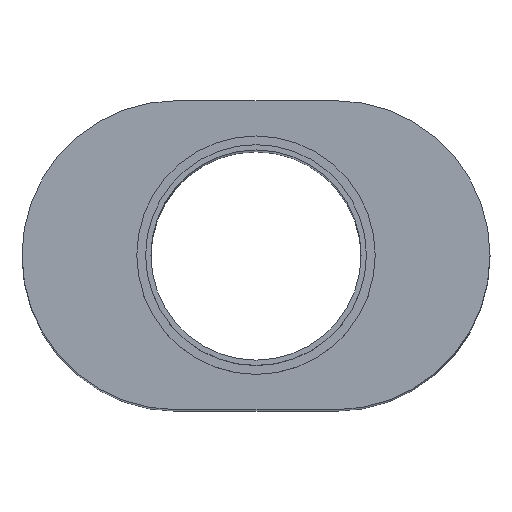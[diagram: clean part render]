
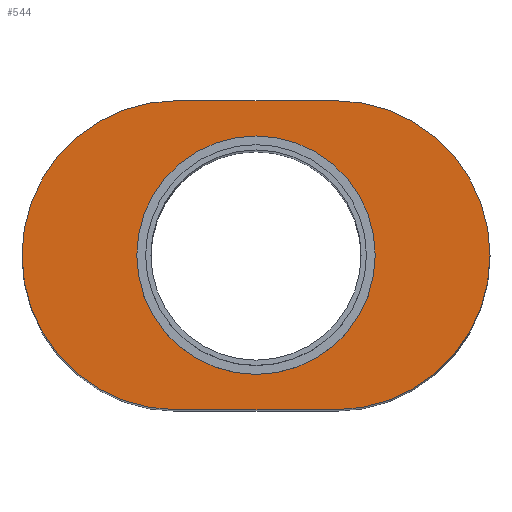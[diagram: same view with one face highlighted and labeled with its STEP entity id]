
A CAD part, top view. The second image highlights one B-rep face of the part: STEP entity #544.
In plain terms, the highlighted planar face has unit normal (0, 0, 1).
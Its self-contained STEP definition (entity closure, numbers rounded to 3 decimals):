
#8 = CARTESIAN_POINT ( 'NONE',  ( 45., 87.5, 250. ) ) ;
#12 = CARTESIAN_POINT ( 'NONE',  ( 45., 0., 250. ) ) ;
#30 = EDGE_LOOP ( 'NONE', ( #235, #314 ) ) ;
#31 = AXIS2_PLACEMENT_3D ( 'NONE', #583, #295, #625 ) ;
#40 = VERTEX_POINT ( 'NONE', #178 ) ;
#42 = AXIS2_PLACEMENT_3D ( 'NONE', #292, #621, #339 ) ;
#44 = EDGE_LOOP ( 'NONE', ( #590, #400, #572, #188, #553 ) ) ;
#50 = CARTESIAN_POINT ( 'NONE',  ( -45., 87.5, 250. ) ) ;
#57 = DIRECTION ( 'NONE',  ( 1., 0., 0. ) ) ;
#80 = AXIS2_PLACEMENT_3D ( 'NONE', #476, #168, #529 ) ;
#83 = LINE ( 'NONE', #105, #346 ) ;
#90 = VERTEX_POINT ( 'NONE', #50 ) ;
#97 = VERTEX_POINT ( 'NONE', #8 ) ;
#98 = DIRECTION ( 'NONE',  ( -1., 0., 0. ) ) ;
#105 = CARTESIAN_POINT ( 'NONE',  ( -45., -87.5, 250. ) ) ;
#117 = DIRECTION ( 'NONE',  ( 0., 0., 1. ) ) ;
#118 = VECTOR ( 'NONE', #98, 1000. ) ;
#151 = DIRECTION ( 'NONE',  ( 1., 0., 0. ) ) ;
#155 = AXIS2_PLACEMENT_3D ( 'NONE', #12, #365, #57 ) ;
#166 = AXIS2_PLACEMENT_3D ( 'NONE', #191, #549, #260 ) ;
#168 = DIRECTION ( 'NONE',  ( 0., 0., 1. ) ) ;
#178 = CARTESIAN_POINT ( 'NONE',  ( -45., -87.5, 250. ) ) ;
#182 = AXIS2_PLACEMENT_3D ( 'NONE', #420, #117, #467 ) ;
#186 = CARTESIAN_POINT ( 'NONE',  ( -67.5, 0., 250. ) ) ;
#188 = ORIENTED_EDGE ( 'NONE', *, *, #437, .T. ) ;
#191 = CARTESIAN_POINT ( 'NONE',  ( 0., 0., 250. ) ) ;
#194 = CARTESIAN_POINT ( 'NONE',  ( 67.5, 0., 250. ) ) ;
#235 = ORIENTED_EDGE ( 'NONE', *, *, #581, .T. ) ;
#246 = VERTEX_POINT ( 'NONE', #186 ) ;
#260 = DIRECTION ( 'NONE',  ( 1., 0., 0. ) ) ;
#278 = PLANE ( 'NONE',  #42 ) ;
#281 = LINE ( 'NONE', #571, #118 ) ;
#292 = CARTESIAN_POINT ( 'NONE',  ( -45., 0., 250. ) ) ;
#295 = DIRECTION ( 'NONE',  ( 0., 0., -1. ) ) ;
#303 = CIRCLE ( 'NONE', #31, 67.5 ) ;
#314 = ORIENTED_EDGE ( 'NONE', *, *, #433, .T. ) ;
#319 = FACE_OUTER_BOUND ( 'NONE', #44, .T. ) ;
#324 = CARTESIAN_POINT ( 'NONE',  ( 45., -87.5, 250. ) ) ;
#339 = DIRECTION ( 'NONE',  ( 1., 0., 0. ) ) ;
#340 = CIRCLE ( 'NONE', #182, 87.5 ) ;
#346 = VECTOR ( 'NONE', #151, 1000. ) ;
#365 = DIRECTION ( 'NONE',  ( 0., 0., 1. ) ) ;
#395 = EDGE_CURVE ( 'NONE', #90, #527, #340, .T. ) ;
#396 = CIRCLE ( 'NONE', #166, 67.5 ) ;
#400 = ORIENTED_EDGE ( 'NONE', *, *, #554, .T. ) ;
#406 = FACE_BOUND ( 'NONE', #30, .T. ) ;
#416 = CARTESIAN_POINT ( 'NONE',  ( -132.5, 0., 250. ) ) ;
#420 = CARTESIAN_POINT ( 'NONE',  ( -45., 0., 250. ) ) ;
#427 = EDGE_CURVE ( 'NONE', #97, #90, #281, .T. ) ;
#433 = EDGE_CURVE ( 'NONE', #468, #246, #396, .T. ) ;
#437 = EDGE_CURVE ( 'NONE', #451, #97, #481, .T. ) ;
#441 = EDGE_CURVE ( 'NONE', #40, #451, #83, .T. ) ;
#451 = VERTEX_POINT ( 'NONE', #324 ) ;
#467 = DIRECTION ( 'NONE',  ( 1., 0., 0. ) ) ;
#468 = VERTEX_POINT ( 'NONE', #194 ) ;
#476 = CARTESIAN_POINT ( 'NONE',  ( -45., 0., 250. ) ) ;
#481 = CIRCLE ( 'NONE', #155, 87.5 ) ;
#527 = VERTEX_POINT ( 'NONE', #416 ) ;
#529 = DIRECTION ( 'NONE',  ( 1., 0., 0. ) ) ;
#544 = ADVANCED_FACE ( 'NONE', ( #319, #406 ), #278, .T. ) ;
#548 = CIRCLE ( 'NONE', #80, 87.5 ) ;
#549 = DIRECTION ( 'NONE',  ( 0., 0., -1. ) ) ;
#553 = ORIENTED_EDGE ( 'NONE', *, *, #427, .T. ) ;
#554 = EDGE_CURVE ( 'NONE', #527, #40, #548, .T. ) ;
#571 = CARTESIAN_POINT ( 'NONE',  ( -45., 87.5, 250. ) ) ;
#572 = ORIENTED_EDGE ( 'NONE', *, *, #441, .T. ) ;
#581 = EDGE_CURVE ( 'NONE', #246, #468, #303, .T. ) ;
#583 = CARTESIAN_POINT ( 'NONE',  ( 0., 0., 250. ) ) ;
#590 = ORIENTED_EDGE ( 'NONE', *, *, #395, .T. ) ;
#621 = DIRECTION ( 'NONE',  ( 0., 0., 1. ) ) ;
#625 = DIRECTION ( 'NONE',  ( 1., 0., 0. ) ) ;
